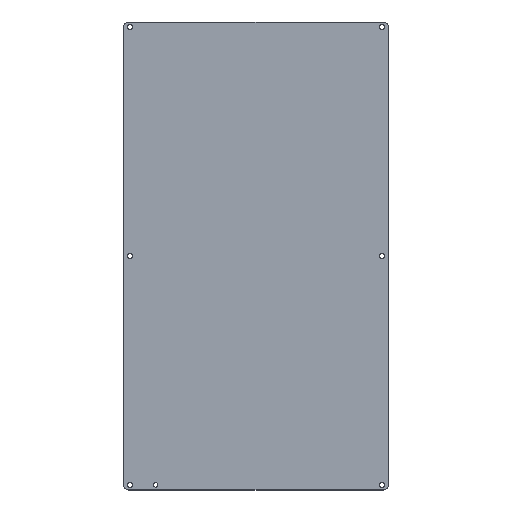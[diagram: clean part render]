
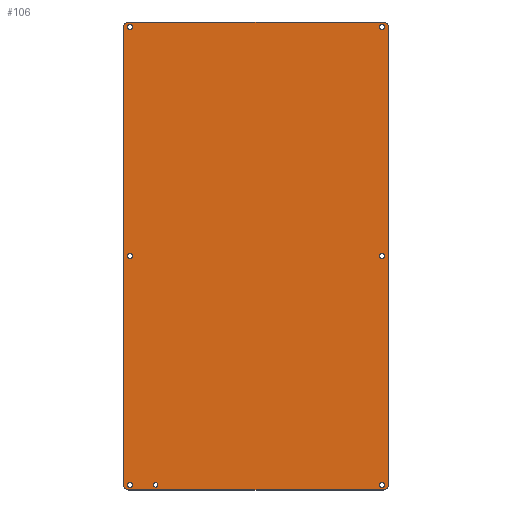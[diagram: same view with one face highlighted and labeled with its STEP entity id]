
A CAD part, top view. The second image highlights one B-rep face of the part: STEP entity #106.
In plain terms, the highlighted planar face has unit normal (0, 0, 1).
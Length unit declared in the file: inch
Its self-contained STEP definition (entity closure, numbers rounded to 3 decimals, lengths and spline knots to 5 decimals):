
#5 = CARTESIAN_POINT ( 'NONE',  ( 6.125, 11.125, 0. ) ) ;
#6 = AXIS2_PLACEMENT_3D ( 'NONE', #352, #108, #589 ) ;
#9 = EDGE_LOOP ( 'NONE', ( #200 ) ) ;
#14 = CARTESIAN_POINT ( 'NONE',  ( 6.1875, 11.375, 0. ) ) ;
#16 = VERTEX_POINT ( 'NONE', #14 ) ;
#21 = CIRCLE ( 'NONE', #55, 0.10913 ) ;
#24 = FACE_BOUND ( 'NONE', #324, .T. ) ;
#26 = DIRECTION ( 'NONE',  ( 0., 0., 1. ) ) ;
#30 = FACE_BOUND ( 'NONE', #9, .T. ) ;
#32 = CARTESIAN_POINT ( 'NONE',  ( 6.25, 11.125, 0. ) ) ;
#34 = AXIS2_PLACEMENT_3D ( 'NONE', #454, #400, #599 ) ;
#36 = ORIENTED_EDGE ( 'NONE', *, *, #413, .T. ) ;
#42 = EDGE_LOOP ( 'NONE', ( #335 ) ) ;
#55 = AXIS2_PLACEMENT_3D ( 'NONE', #144, #196, #330 ) ;
#61 = EDGE_LOOP ( 'NONE', ( #114 ) ) ;
#70 = CARTESIAN_POINT ( 'NONE',  ( -6.4375, -11.125, 0. ) ) ;
#74 = LINE ( 'NONE', #205, #328 ) ;
#76 = DIRECTION ( 'NONE',  ( 1., 0., 0. ) ) ;
#78 = CARTESIAN_POINT ( 'NONE',  ( -6., 0., 0. ) ) ;
#87 = ORIENTED_EDGE ( 'NONE', *, *, #322, .T. ) ;
#89 = LINE ( 'NONE', #191, #475 ) ;
#90 = ORIENTED_EDGE ( 'NONE', *, *, #580, .T. ) ;
#96 = DIRECTION ( 'NONE',  ( 0., 0., -1. ) ) ;
#97 = EDGE_CURVE ( 'NONE', #238, #238, #505, .T. ) ;
#106 = ADVANCED_FACE ( 'NONE', ( #492, #363, #281, #30, #269, #24, #316, #367 ), #173, .T. ) ;
#108 = DIRECTION ( 'NONE',  ( 0., 0., -1. ) ) ;
#111 = CIRCLE ( 'NONE', #34, 0.25 ) ;
#114 = ORIENTED_EDGE ( 'NONE', *, *, #431, .T. ) ;
#115 = CARTESIAN_POINT ( 'NONE',  ( 6.1875, -11.125, 0. ) ) ;
#118 = CARTESIAN_POINT ( 'NONE',  ( 0., 0., 0. ) ) ;
#119 = AXIS2_PLACEMENT_3D ( 'NONE', #5, #96, #293 ) ;
#120 = EDGE_CURVE ( 'NONE', #422, #422, #308, .T. ) ;
#122 = CARTESIAN_POINT ( 'NONE',  ( 6.125, 0., 0. ) ) ;
#127 = VERTEX_POINT ( 'NONE', #458 ) ;
#128 = LINE ( 'NONE', #410, #249 ) ;
#133 = EDGE_CURVE ( 'NONE', #575, #16, #611, .T. ) ;
#135 = CARTESIAN_POINT ( 'NONE',  ( -6., -11.125, 0. ) ) ;
#137 = ORIENTED_EDGE ( 'NONE', *, *, #133, .T. ) ;
#139 = CARTESIAN_POINT ( 'NONE',  ( -6.1875, -11.375, 0. ) ) ;
#144 = CARTESIAN_POINT ( 'NONE',  ( -4.875, -11.125, 0. ) ) ;
#145 = VERTEX_POINT ( 'NONE', #548 ) ;
#148 = ORIENTED_EDGE ( 'NONE', *, *, #258, .T. ) ;
#164 = DIRECTION ( 'NONE',  ( 0., -1., 0. ) ) ;
#169 = DIRECTION ( 'NONE',  ( 1., 0., 0. ) ) ;
#172 = AXIS2_PLACEMENT_3D ( 'NONE', #604, #463, #76 ) ;
#173 = PLANE ( 'NONE',  #340 ) ;
#176 = DIRECTION ( 'NONE',  ( -1., 0., 0. ) ) ;
#181 = VERTEX_POINT ( 'NONE', #515 ) ;
#189 = EDGE_CURVE ( 'NONE', #16, #434, #554, .T. ) ;
#191 = CARTESIAN_POINT ( 'NONE',  ( 0., -11.375, 0. ) ) ;
#196 = DIRECTION ( 'NONE',  ( 0., 0., -1. ) ) ;
#200 = ORIENTED_EDGE ( 'NONE', *, *, #370, .T. ) ;
#204 = EDGE_LOOP ( 'NONE', ( #87 ) ) ;
#205 = CARTESIAN_POINT ( 'NONE',  ( 6.4375, 0., 0. ) ) ;
#207 = EDGE_CURVE ( 'NONE', #425, #425, #484, .T. ) ;
#216 = CIRCLE ( 'NONE', #407, 0.25 ) ;
#220 = ORIENTED_EDGE ( 'NONE', *, *, #447, .T. ) ;
#226 = CARTESIAN_POINT ( 'NONE',  ( 6.1875, 11.125, 0. ) ) ;
#234 = VERTEX_POINT ( 'NONE', #70 ) ;
#238 = VERTEX_POINT ( 'NONE', #510 ) ;
#239 = AXIS2_PLACEMENT_3D ( 'NONE', #122, #375, #600 ) ;
#249 = VECTOR ( 'NONE', #164, 39.37008 ) ;
#257 = CIRCLE ( 'NONE', #462, 0.125 ) ;
#258 = EDGE_CURVE ( 'NONE', #609, #234, #128, .T. ) ;
#269 = FACE_BOUND ( 'NONE', #61, .T. ) ;
#271 = VERTEX_POINT ( 'NONE', #520 ) ;
#274 = DIRECTION ( 'NONE',  ( 1., 0., 0. ) ) ;
#281 = FACE_BOUND ( 'NONE', #288, .T. ) ;
#288 = EDGE_LOOP ( 'NONE', ( #36 ) ) ;
#290 = DIRECTION ( 'NONE',  ( 0., 0., -1. ) ) ;
#293 = DIRECTION ( 'NONE',  ( 1., 0., 0. ) ) ;
#302 = DIRECTION ( 'NONE',  ( 1., 0., 0. ) ) ;
#308 = CIRCLE ( 'NONE', #239, 0.125 ) ;
#314 = CARTESIAN_POINT ( 'NONE',  ( 0., 11.375, 0. ) ) ;
#316 = FACE_BOUND ( 'NONE', #204, .T. ) ;
#322 = EDGE_CURVE ( 'NONE', #271, #271, #257, .T. ) ;
#324 = EDGE_LOOP ( 'NONE', ( #338 ) ) ;
#328 = VECTOR ( 'NONE', #448, 39.37008 ) ;
#330 = DIRECTION ( 'NONE',  ( 1., 0., 0. ) ) ;
#335 = ORIENTED_EDGE ( 'NONE', *, *, #207, .T. ) ;
#337 = DIRECTION ( 'NONE',  ( 1., 0., 0. ) ) ;
#338 = ORIENTED_EDGE ( 'NONE', *, *, #97, .T. ) ;
#340 = AXIS2_PLACEMENT_3D ( 'NONE', #118, #506, #412 ) ;
#341 = DIRECTION ( 'NONE',  ( 0., 0., -1. ) ) ;
#345 = EDGE_CURVE ( 'NONE', #427, #181, #89, .T. ) ;
#346 = ORIENTED_EDGE ( 'NONE', *, *, #594, .T. ) ;
#352 = CARTESIAN_POINT ( 'NONE',  ( -6.125, 11.125, 0. ) ) ;
#356 = CARTESIAN_POINT ( 'NONE',  ( -6.1875, 11.375, 0. ) ) ;
#358 = CIRCLE ( 'NONE', #436, 0.25 ) ;
#363 = FACE_BOUND ( 'NONE', #512, .T. ) ;
#367 = FACE_OUTER_BOUND ( 'NONE', #579, .T. ) ;
#370 = EDGE_CURVE ( 'NONE', #127, #127, #21, .T. ) ;
#371 = CARTESIAN_POINT ( 'NONE',  ( -6.4375, 11.125, 0. ) ) ;
#375 = DIRECTION ( 'NONE',  ( 0., 0., -1. ) ) ;
#398 = CIRCLE ( 'NONE', #119, 0.125 ) ;
#400 = DIRECTION ( 'NONE',  ( 0., 0., 1. ) ) ;
#407 = AXIS2_PLACEMENT_3D ( 'NONE', #115, #508, #169 ) ;
#410 = CARTESIAN_POINT ( 'NONE',  ( -6.4375, 0., 0. ) ) ;
#412 = DIRECTION ( 'NONE',  ( 1., 0., 0. ) ) ;
#413 = EDGE_CURVE ( 'NONE', #615, #615, #562, .T. ) ;
#417 = ORIENTED_EDGE ( 'NONE', *, *, #120, .T. ) ;
#422 = VERTEX_POINT ( 'NONE', #513 ) ;
#425 = VERTEX_POINT ( 'NONE', #78 ) ;
#427 = VERTEX_POINT ( 'NONE', #139 ) ;
#431 = EDGE_CURVE ( 'NONE', #472, #472, #398, .T. ) ;
#434 = VERTEX_POINT ( 'NONE', #356 ) ;
#435 = VECTOR ( 'NONE', #176, 39.37008 ) ;
#436 = AXIS2_PLACEMENT_3D ( 'NONE', #593, #547, #274 ) ;
#447 = EDGE_CURVE ( 'NONE', #181, #145, #216, .T. ) ;
#448 = DIRECTION ( 'NONE',  ( 0., 1., 0. ) ) ;
#452 = AXIS2_PLACEMENT_3D ( 'NONE', #569, #341, #528 ) ;
#454 = CARTESIAN_POINT ( 'NONE',  ( -6.1875, 11.125, 0. ) ) ;
#458 = CARTESIAN_POINT ( 'NONE',  ( -4.76587, -11.125, 0. ) ) ;
#462 = AXIS2_PLACEMENT_3D ( 'NONE', #608, #290, #337 ) ;
#463 = DIRECTION ( 'NONE',  ( 0., 0., -1. ) ) ;
#472 = VERTEX_POINT ( 'NONE', #32 ) ;
#474 = ORIENTED_EDGE ( 'NONE', *, *, #345, .T. ) ;
#475 = VECTOR ( 'NONE', #302, 39.37008 ) ;
#478 = EDGE_CURVE ( 'NONE', #434, #609, #111, .T. ) ;
#484 = CIRCLE ( 'NONE', #172, 0.125 ) ;
#492 = FACE_BOUND ( 'NONE', #42, .T. ) ;
#505 = CIRCLE ( 'NONE', #6, 0.125 ) ;
#506 = DIRECTION ( 'NONE',  ( 0., 0., 1. ) ) ;
#508 = DIRECTION ( 'NONE',  ( 0., 0., 1. ) ) ;
#510 = CARTESIAN_POINT ( 'NONE',  ( -6., 11.125, 0. ) ) ;
#512 = EDGE_LOOP ( 'NONE', ( #417 ) ) ;
#513 = CARTESIAN_POINT ( 'NONE',  ( 6.25, 0., 0. ) ) ;
#515 = CARTESIAN_POINT ( 'NONE',  ( 6.1875, -11.375, 0. ) ) ;
#520 = CARTESIAN_POINT ( 'NONE',  ( 6.25, -11.125, 0. ) ) ;
#528 = DIRECTION ( 'NONE',  ( 1., 0., 0. ) ) ;
#546 = ORIENTED_EDGE ( 'NONE', *, *, #478, .T. ) ;
#547 = DIRECTION ( 'NONE',  ( 0., 0., 1. ) ) ;
#548 = CARTESIAN_POINT ( 'NONE',  ( 6.4375, -11.125, 0. ) ) ;
#552 = CARTESIAN_POINT ( 'NONE',  ( 6.4375, 11.125, 0. ) ) ;
#554 = LINE ( 'NONE', #314, #435 ) ;
#562 = CIRCLE ( 'NONE', #452, 0.125 ) ;
#569 = CARTESIAN_POINT ( 'NONE',  ( -6.125, -11.125, 0. ) ) ;
#575 = VERTEX_POINT ( 'NONE', #552 ) ;
#576 = AXIS2_PLACEMENT_3D ( 'NONE', #226, #26, #607 ) ;
#579 = EDGE_LOOP ( 'NONE', ( #148, #346, #474, #220, #90, #137, #614, #546 ) ) ;
#580 = EDGE_CURVE ( 'NONE', #145, #575, #74, .T. ) ;
#589 = DIRECTION ( 'NONE',  ( 1., 0., 0. ) ) ;
#593 = CARTESIAN_POINT ( 'NONE',  ( -6.1875, -11.125, 0. ) ) ;
#594 = EDGE_CURVE ( 'NONE', #234, #427, #358, .T. ) ;
#599 = DIRECTION ( 'NONE',  ( 1., 0., 0. ) ) ;
#600 = DIRECTION ( 'NONE',  ( 1., 0., 0. ) ) ;
#604 = CARTESIAN_POINT ( 'NONE',  ( -6.125, 0., 0. ) ) ;
#607 = DIRECTION ( 'NONE',  ( 1., 0., 0. ) ) ;
#608 = CARTESIAN_POINT ( 'NONE',  ( 6.125, -11.125, 0. ) ) ;
#609 = VERTEX_POINT ( 'NONE', #371 ) ;
#611 = CIRCLE ( 'NONE', #576, 0.25 ) ;
#614 = ORIENTED_EDGE ( 'NONE', *, *, #189, .T. ) ;
#615 = VERTEX_POINT ( 'NONE', #135 ) ;
